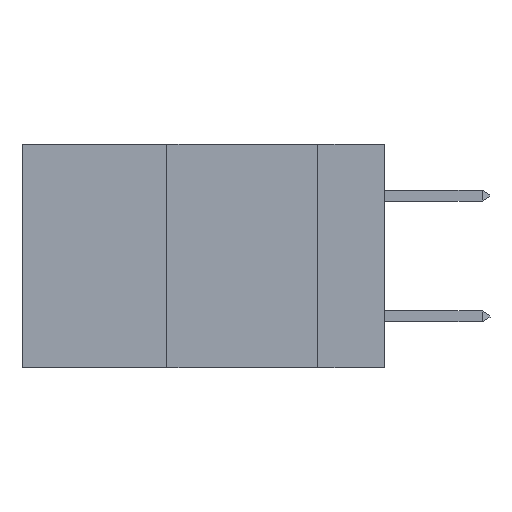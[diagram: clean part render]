
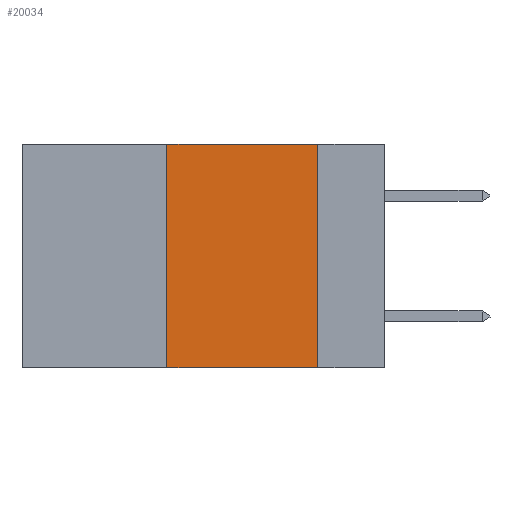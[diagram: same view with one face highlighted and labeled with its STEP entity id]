
A CAD part, left-side view. The second image highlights one B-rep face of the part: STEP entity #20034.
In plain terms, the highlighted planar face has unit normal (-1, 0, 0).
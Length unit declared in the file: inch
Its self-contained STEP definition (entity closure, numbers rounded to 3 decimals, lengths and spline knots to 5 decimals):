
#890 = EDGE_CURVE ( 'NONE', #15869, #8320, #10728, .T. ) ;
#1264 = CARTESIAN_POINT ( 'NONE',  ( 0., 0.36, 0. ) ) ;
#1455 = VECTOR ( 'NONE', #21971, 39.37008 ) ;
#2773 = AXIS2_PLACEMENT_3D ( 'NONE', #10071, #21745, #11809 ) ;
#3428 = VECTOR ( 'NONE', #11415, 39.37008 ) ;
#3907 = LINE ( 'NONE', #17983, #21419 ) ;
#4994 = ORIENTED_EDGE ( 'NONE', *, *, #12698, .F. ) ;
#5510 = VECTOR ( 'NONE', #7666, 39.37008 ) ;
#5550 = ORIENTED_EDGE ( 'NONE', *, *, #890, .F. ) ;
#6119 = DIRECTION ( 'NONE',  ( 0., 0., -1. ) ) ;
#6181 = VERTEX_POINT ( 'NONE', #12721 ) ;
#6885 = EDGE_CURVE ( 'NONE', #6181, #15884, #3907, .T. ) ;
#7666 = DIRECTION ( 'NONE',  ( 0., -1., 0. ) ) ;
#8317 = PLANE ( 'NONE',  #2773 ) ;
#8320 = VERTEX_POINT ( 'NONE', #12962 ) ;
#10071 = CARTESIAN_POINT ( 'NONE',  ( 0., 0.6, 0. ) ) ;
#10156 = ORIENTED_EDGE ( 'NONE', *, *, #15076, .T. ) ;
#10728 = LINE ( 'NONE', #1264, #1455 ) ;
#11415 = DIRECTION ( 'NONE',  ( 0., -1., 0. ) ) ;
#11809 = DIRECTION ( 'NONE',  ( 0., 0., -1. ) ) ;
#12698 = EDGE_CURVE ( 'NONE', #8320, #6181, #17093, .T. ) ;
#12721 = CARTESIAN_POINT ( 'NONE',  ( 0., 0.11, 0. ) ) ;
#12873 = CARTESIAN_POINT ( 'NONE',  ( 0., 0.6, -0.37 ) ) ;
#12962 = CARTESIAN_POINT ( 'NONE',  ( 0., 0.36, 0. ) ) ;
#13599 = LINE ( 'NONE', #12873, #5510 ) ;
#14452 = FACE_OUTER_BOUND ( 'NONE', #14526, .T. ) ;
#14526 = EDGE_LOOP ( 'NONE', ( #18025, #4994, #5550, #10156 ) ) ;
#15076 = EDGE_CURVE ( 'NONE', #15869, #15884, #13599, .T. ) ;
#15869 = VERTEX_POINT ( 'NONE', #16699 ) ;
#15884 = VERTEX_POINT ( 'NONE', #21660 ) ;
#16414 = CARTESIAN_POINT ( 'NONE',  ( 0., 0.6, 0. ) ) ;
#16699 = CARTESIAN_POINT ( 'NONE',  ( 0., 0.36, -0.37 ) ) ;
#17093 = LINE ( 'NONE', #16414, #3428 ) ;
#17983 = CARTESIAN_POINT ( 'NONE',  ( 0., 0.11, 0. ) ) ;
#18025 = ORIENTED_EDGE ( 'NONE', *, *, #6885, .F. ) ;
#20034 = ADVANCED_FACE ( 'NONE', ( #14452 ), #8317, .F. ) ;
#21419 = VECTOR ( 'NONE', #6119, 39.37008 ) ;
#21660 = CARTESIAN_POINT ( 'NONE',  ( 0., 0.11, -0.37 ) ) ;
#21745 = DIRECTION ( 'NONE',  ( 1., 0., 0. ) ) ;
#21971 = DIRECTION ( 'NONE',  ( 0., 0., 1. ) ) ;
